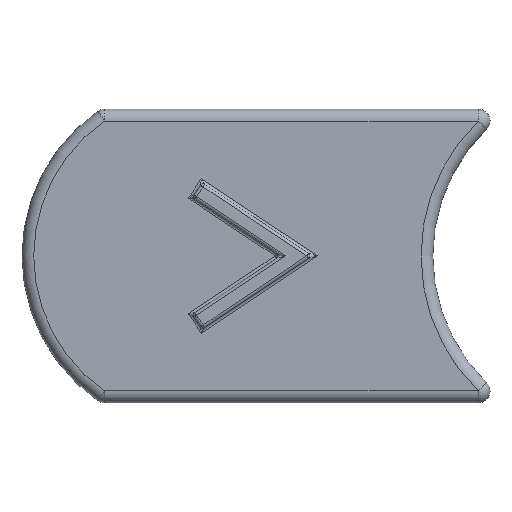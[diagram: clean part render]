
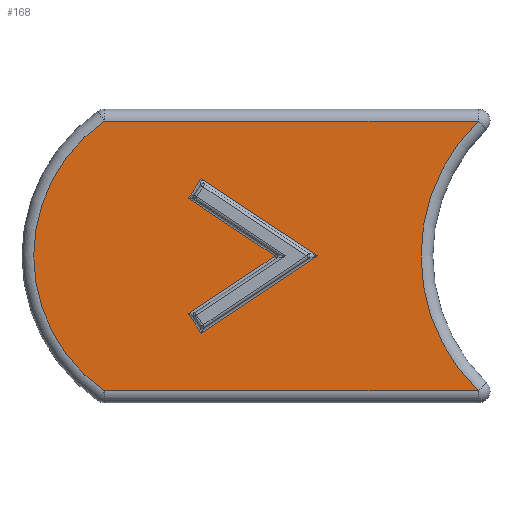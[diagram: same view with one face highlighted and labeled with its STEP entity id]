
A CAD part, top view. The second image highlights one B-rep face of the part: STEP entity #168.
In plain terms, the highlighted planar face has unit normal (0, 0, 1).
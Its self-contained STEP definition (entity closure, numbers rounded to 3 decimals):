
#168=ADVANCED_FACE('',(#315,#316),#238,.T.);
#238=PLANE('',#966);
#252=CIRCLE('',#964,32.);
#253=CIRCLE('',#965,28.);
#315=FACE_BOUND('',#325,.T.);
#316=FACE_BOUND('',#326,.T.);
#325=EDGE_LOOP('',(#401,#402,#403,#404,#405,#406));
#326=EDGE_LOOP('',(#407,#408,#409,#410));
#401=ORIENTED_EDGE('',*,*,#726,.T.);
#402=ORIENTED_EDGE('',*,*,#727,.T.);
#403=ORIENTED_EDGE('',*,*,#728,.T.);
#404=ORIENTED_EDGE('',*,*,#729,.T.);
#405=ORIENTED_EDGE('',*,*,#730,.T.);
#406=ORIENTED_EDGE('',*,*,#731,.T.);
#407=ORIENTED_EDGE('',*,*,#732,.T.);
#408=ORIENTED_EDGE('',*,*,#733,.T.);
#409=ORIENTED_EDGE('',*,*,#734,.T.);
#410=ORIENTED_EDGE('',*,*,#735,.T.);
#659=VERTEX_POINT('',#1439);
#660=VERTEX_POINT('',#1440);
#661=VERTEX_POINT('',#1442);
#662=VERTEX_POINT('',#1444);
#663=VERTEX_POINT('',#1446);
#664=VERTEX_POINT('',#1448);
#665=VERTEX_POINT('',#1451);
#666=VERTEX_POINT('',#1452);
#667=VERTEX_POINT('',#1454);
#668=VERTEX_POINT('',#1456);
#726=EDGE_CURVE('',#659,#660,#855,.T.);
#727=EDGE_CURVE('',#660,#661,#856,.T.);
#728=EDGE_CURVE('',#661,#662,#857,.T.);
#729=EDGE_CURVE('',#662,#663,#858,.T.);
#730=EDGE_CURVE('',#663,#664,#859,.T.);
#731=EDGE_CURVE('',#664,#659,#860,.T.);
#732=EDGE_CURVE('',#665,#666,#861,.T.);
#733=EDGE_CURVE('',#666,#667,#252,.T.);
#734=EDGE_CURVE('',#667,#668,#862,.T.);
#735=EDGE_CURVE('',#668,#665,#253,.T.);
#855=LINE('',#1438,#909);
#856=LINE('',#1441,#910);
#857=LINE('',#1443,#911);
#858=LINE('',#1445,#912);
#859=LINE('',#1447,#913);
#860=LINE('',#1449,#914);
#861=LINE('',#1450,#915);
#862=LINE('',#1455,#916);
#909=VECTOR('',#1105,1.);
#910=VECTOR('',#1106,1.);
#911=VECTOR('',#1107,1.);
#912=VECTOR('',#1108,1.);
#913=VECTOR('',#1109,1.);
#914=VECTOR('',#1110,1.);
#915=VECTOR('',#1111,1.);
#916=VECTOR('',#1114,1.);
#964=AXIS2_PLACEMENT_3D('',#1453,#1112,#1113);
#965=AXIS2_PLACEMENT_3D('',#1457,#1115,#1116);
#966=AXIS2_PLACEMENT_3D('',#1458,#1117,#1118);
#1105=DIRECTION('',(-0.833,0.554,0.));
#1106=DIRECTION('',(0.554,0.833,0.));
#1107=DIRECTION('',(0.833,-0.554,0.));
#1108=DIRECTION('',(-0.833,-0.554,0.));
#1109=DIRECTION('',(-0.554,0.833,0.));
#1110=DIRECTION('',(0.833,0.554,0.));
#1111=DIRECTION('',(1.,0.,0.));
#1112=DIRECTION('',(0.,0.,-1.));
#1113=DIRECTION('',(1.,0.,0.));
#1114=DIRECTION('',(-1.,0.,0.));
#1115=DIRECTION('',(0.,0.,1.));
#1116=DIRECTION('',(1.,0.,0.));
#1117=DIRECTION('',(0.,0.,1.));
#1118=DIRECTION('',(1.,0.,0.));
#1438=CARTESIAN_POINT('',(33.379,-27.438,5.));
#1439=CARTESIAN_POINT('',(29.711,-25.,5.));
#1440=CARTESIAN_POINT('',(14.921,-15.168,5.));
#1441=CARTESIAN_POINT('',(16.542,-12.73,5.));
#1442=CARTESIAN_POINT('',(17.136,-11.837,5.));
#1443=CARTESIAN_POINT('',(35.594,-24.107,5.));
#1444=CARTESIAN_POINT('',(36.937,-25.,5.));
#1445=CARTESIAN_POINT('',(35.594,-25.893,5.));
#1446=CARTESIAN_POINT('',(17.136,-38.163,5.));
#1447=CARTESIAN_POINT('',(16.542,-37.27,5.));
#1448=CARTESIAN_POINT('',(14.921,-34.832,5.));
#1449=CARTESIAN_POINT('',(33.379,-22.562,5.));
#1450=CARTESIAN_POINT('',(35.,-48.,5.));
#1451=CARTESIAN_POINT('',(0.614,-48.,5.));
#1452=CARTESIAN_POINT('',(64.335,-48.,5.));
#1453=CARTESIAN_POINT('',(86.583,-25.,5.));
#1454=CARTESIAN_POINT('',(64.335,-2.,5.));
#1455=CARTESIAN_POINT('',(35.,-2.,5.));
#1456=CARTESIAN_POINT('',(0.614,-2.,5.));
#1457=CARTESIAN_POINT('',(16.583,-25.,5.));
#1458=CARTESIAN_POINT('',(35.,-25.,5.));
